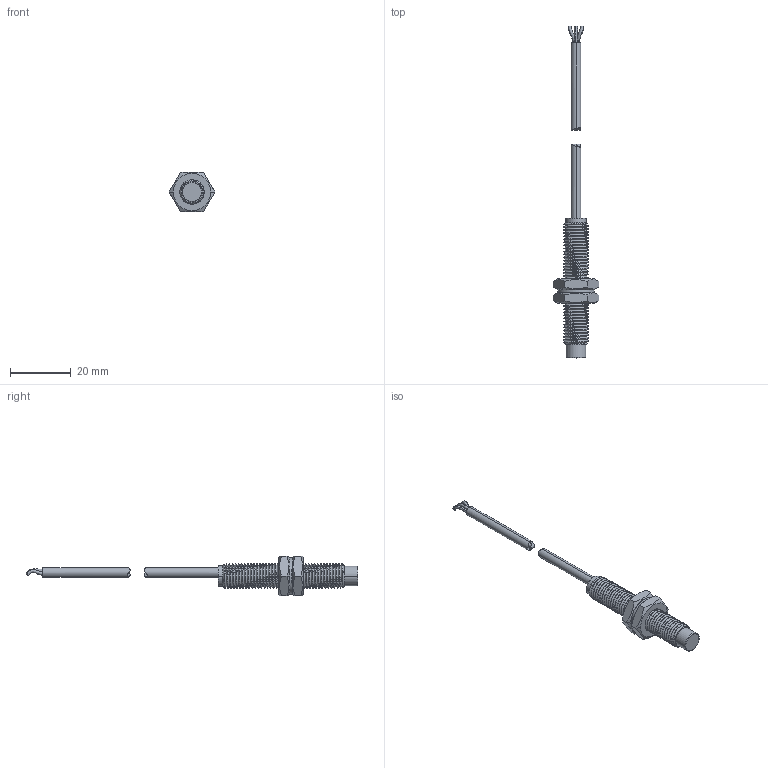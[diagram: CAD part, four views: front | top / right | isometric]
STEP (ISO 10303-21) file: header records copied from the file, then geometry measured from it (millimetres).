
FILE_DESCRIPTION((''),'2;1');
FILE_NAME('SM0802N_ASM_ASM','2021-11-17T16:18:39',('Administrator'),(''),'CREO PARAMETRIC BY PTC INC, 2018400','CREO PARAMETRIC BY PTC INC, 2018400','');
FILE_SCHEMA(('AUTOMOTIVE_DESIGN { 1 0 10303 214 1 1 1 1 }'));
Products named in the file (2): SM0802N_SHLLE_; SM0802N_ASM_ASM
Assembly tree (1 placements, depth 2):
  SM0802N_ASM_ASM
    SM0802N_SHLLE_
Bounding box: 15.01 x 109.17 x 13 mm (x, y, z)
Volume: 1982.6 mm3; surface area: 3958.1 mm2
Topology: 3 solids, 3 shells, 771 faces, 2028 edges, 1285 vertices
Faces by surface type: plane 494, cylinder 176, bspline 61, cone 32, torus 4, extrusion 4
Entity records: 48031 total; most frequent: CARTESIAN_POINT 30104, ORIENTED_EDGE 4046, DIRECTION 3088, EDGE_CURVE 2023, VERTEX_POINT 1272, VECTOR 1264, LINE 1260, AXIS2_PLACEMENT_3D 912
